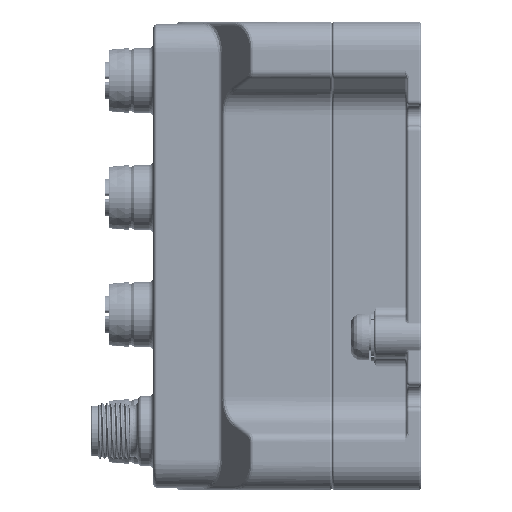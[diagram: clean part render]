
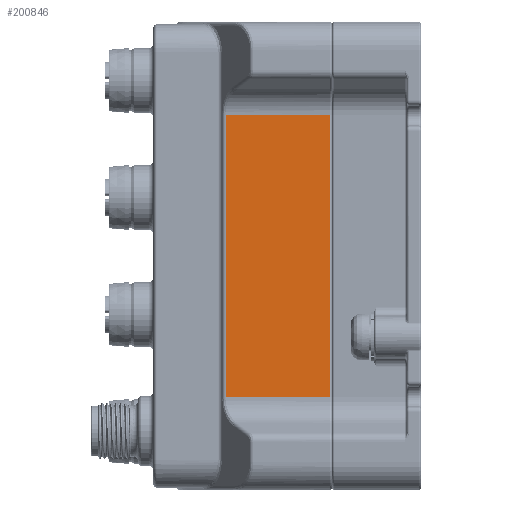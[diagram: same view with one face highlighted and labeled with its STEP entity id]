
A CAD part, left-side view. The second image highlights one B-rep face of the part: STEP entity #200846.
In plain terms, the highlighted planar face has unit normal (-1, 0, 0).
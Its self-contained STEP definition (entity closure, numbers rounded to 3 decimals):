
#163 = LINE ( 'NONE', #77570, #46148 ) ;
#7089 = VERTEX_POINT ( 'NONE', #119475 ) ;
#8929 = LINE ( 'NONE', #66674, #202716 ) ;
#14600 = DIRECTION ( 'NONE',  ( 0., -1., 0. ) ) ;
#24006 = CARTESIAN_POINT ( 'NONE',  ( -70.5, -21.181, 50. ) ) ;
#34262 = LINE ( 'NONE', #114180, #50333 ) ;
#35736 = ORIENTED_EDGE ( 'NONE', *, *, #215257, .T. ) ;
#46148 = VECTOR ( 'NONE', #216287, 1000. ) ;
#47839 = VERTEX_POINT ( 'NONE', #171362 ) ;
#50333 = VECTOR ( 'NONE', #14600, 1000. ) ;
#50353 = EDGE_CURVE ( 'NONE', #141805, #7089, #128135, .T. ) ;
#61625 = ORIENTED_EDGE ( 'NONE', *, *, #50353, .T. ) ;
#66674 = CARTESIAN_POINT ( 'NONE',  ( -70.5, 1.576, 50. ) ) ;
#67268 = FACE_OUTER_BOUND ( 'NONE', #244484, .T. ) ;
#71661 = VECTOR ( 'NONE', #145188, 1000. ) ;
#77570 = CARTESIAN_POINT ( 'NONE',  ( -70.5, -21.181, 30.178 ) ) ;
#86889 = DIRECTION ( 'NONE',  ( 0., 0., -1. ) ) ;
#88893 = DIRECTION ( 'NONE',  ( 0., 0., -1. ) ) ;
#104850 = ORIENTED_EDGE ( 'NONE', *, *, #206771, .T. ) ;
#114180 = CARTESIAN_POINT ( 'NONE',  ( -70.5, -21.181, -30.178 ) ) ;
#115852 = CARTESIAN_POINT ( 'NONE',  ( -70.5, -20.681, -30.178 ) ) ;
#119475 = CARTESIAN_POINT ( 'NONE',  ( -70.5, -20.681, 30.178 ) ) ;
#126210 = DIRECTION ( 'NONE',  ( 1., 0., 0. ) ) ;
#126237 = CARTESIAN_POINT ( 'NONE',  ( -70.5, 1.576, 30.178 ) ) ;
#126856 = CARTESIAN_POINT ( 'NONE',  ( -70.5, -20.681, 50. ) ) ;
#128135 = LINE ( 'NONE', #126856, #71661 ) ;
#136050 = EDGE_CURVE ( 'NONE', #47839, #141805, #34262, .T. ) ;
#141805 = VERTEX_POINT ( 'NONE', #115852 ) ;
#145188 = DIRECTION ( 'NONE',  ( 0., 0., 1. ) ) ;
#150452 = ORIENTED_EDGE ( 'NONE', *, *, #136050, .T. ) ;
#161815 = VERTEX_POINT ( 'NONE', #126237 ) ;
#171362 = CARTESIAN_POINT ( 'NONE',  ( -70.5, 1.576, -30.178 ) ) ;
#197195 = AXIS2_PLACEMENT_3D ( 'NONE', #24006, #126210, #86889 ) ;
#200846 = ADVANCED_FACE ( 'NONE', ( #67268 ), #204701, .F. ) ;
#202716 = VECTOR ( 'NONE', #88893, 1000. ) ;
#204701 = PLANE ( 'NONE',  #197195 ) ;
#206771 = EDGE_CURVE ( 'NONE', #7089, #161815, #163, .T. ) ;
#215257 = EDGE_CURVE ( 'NONE', #161815, #47839, #8929, .T. ) ;
#216287 = DIRECTION ( 'NONE',  ( 0., 1., 0. ) ) ;
#244484 = EDGE_LOOP ( 'NONE', ( #104850, #35736, #150452, #61625 ) ) ;
